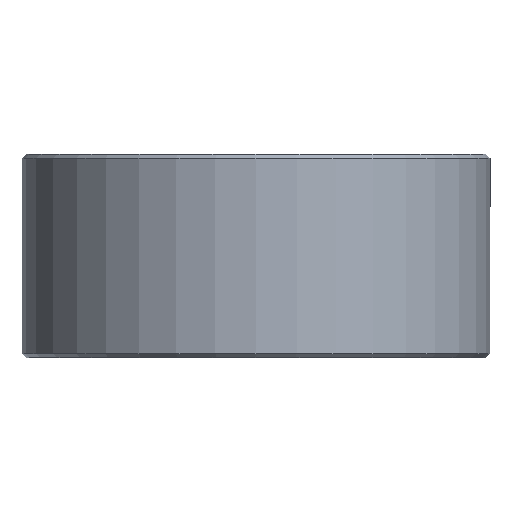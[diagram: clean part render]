
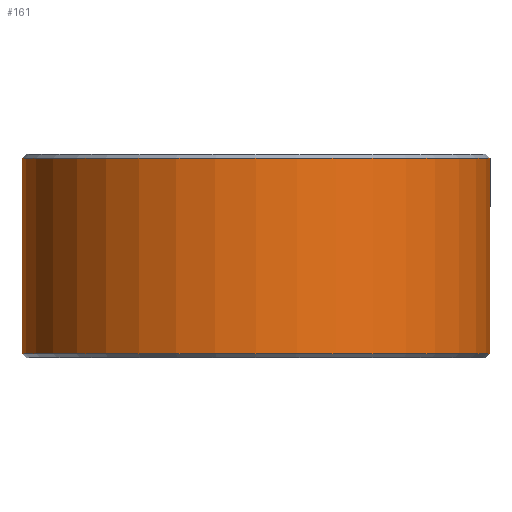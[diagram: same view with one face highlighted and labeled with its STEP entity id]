
A CAD part, front view. The second image highlights one B-rep face of the part: STEP entity #161.
In plain terms, the highlighted cylindrical face has radius 115 mm (diameter 230 mm), a full revolution.
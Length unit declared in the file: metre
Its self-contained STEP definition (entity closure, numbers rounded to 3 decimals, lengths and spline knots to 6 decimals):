
#161=ADVANCED_FACE('',(#192,#193),#194,.T.);
#192=FACE_OUTER_BOUND('',#232,.T.);
#193=FACE_OUTER_BOUND('',#233,.T.);
#194=CYLINDRICAL_SURFACE('',#234,0.115);
#232=EDGE_LOOP('',(#299));
#233=EDGE_LOOP('',(#300));
#234=AXIS2_PLACEMENT_3D('',#301,#302,#303);
#299=ORIENTED_EDGE('',*,*,#355,.T.);
#300=ORIENTED_EDGE('',*,*,#354,.F.);
#301=CARTESIAN_POINT('',(0.0,0.0,0.));
#302=DIRECTION('',(0.0,0.,-1.0));
#303=DIRECTION('',(0.0,1.0,0.));
#354=EDGE_CURVE('',#389,#389,#390,.T.);
#355=EDGE_CURVE('',#391,#391,#392,.T.);
#389=VERTEX_POINT('',#492);
#390=CIRCLE('',#493,0.115);
#391=VERTEX_POINT('',#494);
#392=CIRCLE('',#495,0.115);
#492=CARTESIAN_POINT('',(0.0,0.115,0.002));
#493=AXIS2_PLACEMENT_3D('',#530,#531,#532);
#494=CARTESIAN_POINT('',(0.0,0.115,0.098));
#495=AXIS2_PLACEMENT_3D('',#533,#534,#535);
#530=CARTESIAN_POINT('',(0.0,0.0,0.002));
#531=DIRECTION('',(0.0,0.,-1.0));
#532=DIRECTION('',(0.0,1.0,0.));
#533=CARTESIAN_POINT('',(0.0,0.,0.098));
#534=DIRECTION('',(0.0,0.,-1.0));
#535=DIRECTION('',(0.0,1.0,0.));
